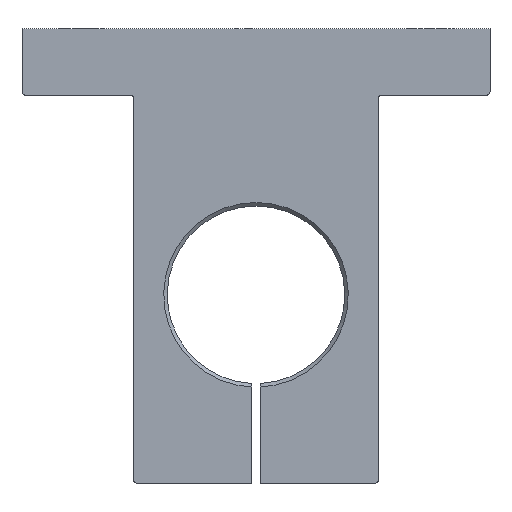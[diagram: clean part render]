
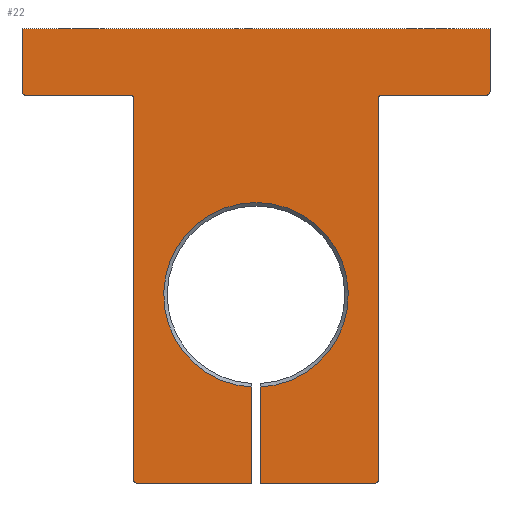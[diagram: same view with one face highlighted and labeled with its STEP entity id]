
A CAD part, front view. The second image highlights one B-rep face of the part: STEP entity #22.
In plain terms, the highlighted planar face has unit normal (0, -1, 0).
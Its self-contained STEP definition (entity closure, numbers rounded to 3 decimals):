
#20 = AXIS2_PLACEMENT_3D ( 'NONE', #804, #691, #370 ) ;
#22 = ADVANCED_FACE ( 'NONE', ( #647 ), #146, .T. ) ;
#47 = VERTEX_POINT ( 'NONE', #861 ) ;
#51 = VERTEX_POINT ( 'NONE', #560 ) ;
#53 = ORIENTED_EDGE ( 'NONE', *, *, #1103, .F. ) ;
#67 = DIRECTION ( 'NONE',  ( 0., 0., 1. ) ) ;
#84 = EDGE_CURVE ( 'NONE', #187, #634, #596, .T. ) ;
#86 = VECTOR ( 'NONE', #1181, 1000. ) ;
#94 = CARTESIAN_POINT ( 'NONE',  ( -18.009, 0., -10.033 ) ) ;
#106 = VERTEX_POINT ( 'NONE', #904 ) ;
#108 = CARTESIAN_POINT ( 'NONE',  ( 16.993, 0., -65.087 ) ) ;
#146 = PLANE ( 'NONE',  #524 ) ;
#151 = ORIENTED_EDGE ( 'NONE', *, *, #948, .F. ) ;
#165 = EDGE_CURVE ( 'NONE', #51, #211, #931, .T. ) ;
#170 = VECTOR ( 'NONE', #600, 1000. ) ;
#174 = EDGE_CURVE ( 'NONE', #568, #47, #636, .T. ) ;
#187 = VERTEX_POINT ( 'NONE', #1113 ) ;
#191 = CARTESIAN_POINT ( 'NONE',  ( 33.49, 0., -9.017 ) ) ;
#192 = ORIENTED_EDGE ( 'NONE', *, *, #671, .F. ) ;
#207 = EDGE_CURVE ( 'NONE', #568, #457, #822, .T. ) ;
#211 = VERTEX_POINT ( 'NONE', #710 ) ;
#220 = DIRECTION ( 'NONE',  ( 0., 1., 0. ) ) ;
#225 = VECTOR ( 'NONE', #648, 1000. ) ;
#242 = VERTEX_POINT ( 'NONE', #507 ) ;
#254 = CARTESIAN_POINT ( 'NONE',  ( 0.635, 0., -65.087 ) ) ;
#278 = CARTESIAN_POINT ( 'NONE',  ( -0.635, 0., -65.087 ) ) ;
#283 = AXIS2_PLACEMENT_3D ( 'NONE', #527, #621, #1029 ) ;
#292 = ORIENTED_EDGE ( 'NONE', *, *, #174, .T. ) ;
#295 = DIRECTION ( 'NONE',  ( 0., 0., 1. ) ) ;
#299 = VECTOR ( 'NONE', #898, 1000. ) ;
#300 = DIRECTION ( 'NONE',  ( 0., 0., 1. ) ) ;
#301 = VERTEX_POINT ( 'NONE', #614 ) ;
#305 = AXIS2_PLACEMENT_3D ( 'NONE', #1193, #1289, #300 ) ;
#306 = VECTOR ( 'NONE', #1225, 1000. ) ;
#307 = CARTESIAN_POINT ( 'NONE',  ( 0., 0., -38.1 ) ) ;
#351 = ORIENTED_EDGE ( 'NONE', *, *, #500, .F. ) ;
#360 = CARTESIAN_POINT ( 'NONE',  ( -0.635, 0., -51.293 ) ) ;
#369 = ORIENTED_EDGE ( 'NONE', *, *, #1141, .T. ) ;
#370 = DIRECTION ( 'NONE',  ( 0., 0., -1. ) ) ;
#376 = LINE ( 'NONE', #1159, #417 ) ;
#399 = EDGE_CURVE ( 'NONE', #301, #51, #1056, .T. ) ;
#400 = CARTESIAN_POINT ( 'NONE',  ( 18.009, 0., -9.525 ) ) ;
#402 = EDGE_CURVE ( 'NONE', #810, #106, #1128, .T. ) ;
#403 = LINE ( 'NONE', #509, #976 ) ;
#417 = VECTOR ( 'NONE', #67, 1000. ) ;
#423 = DIRECTION ( 'NONE',  ( 0., 0., -1. ) ) ;
#439 = EDGE_CURVE ( 'NONE', #242, #1182, #464, .T. ) ;
#451 = CARTESIAN_POINT ( 'NONE',  ( 17.501, 0., -64.579 ) ) ;
#457 = VERTEX_POINT ( 'NONE', #278 ) ;
#459 = LINE ( 'NONE', #451, #546 ) ;
#464 = CIRCLE ( 'NONE', #903, 0.508 ) ;
#487 = VECTOR ( 'NONE', #1270, 1000. ) ;
#500 = EDGE_CURVE ( 'NONE', #211, #784, #376, .T. ) ;
#507 = CARTESIAN_POINT ( 'NONE',  ( 33.49, 0., -9.017 ) ) ;
#509 = CARTESIAN_POINT ( 'NONE',  ( 18.009, 0., -9.525 ) ) ;
#518 = LINE ( 'NONE', #630, #1165 ) ;
#520 = ORIENTED_EDGE ( 'NONE', *, *, #207, .F. ) ;
#524 = AXIS2_PLACEMENT_3D ( 'NONE', #554, #547, #965 ) ;
#527 = CARTESIAN_POINT ( 'NONE',  ( 16.993, 0., -64.579 ) ) ;
#546 = VECTOR ( 'NONE', #1275, 1000. ) ;
#547 = DIRECTION ( 'NONE',  ( 0., -1., 0. ) ) ;
#554 = CARTESIAN_POINT ( 'NONE',  ( -32.982, 0., -9.017 ) ) ;
#560 = CARTESIAN_POINT ( 'NONE',  ( -32.982, 0., -9.525 ) ) ;
#566 = CARTESIAN_POINT ( 'NONE',  ( -17.501, 0., -64.58 ) ) ;
#568 = VERTEX_POINT ( 'NONE', #360 ) ;
#593 = CARTESIAN_POINT ( 'NONE',  ( -16.993, 0., -65.087 ) ) ;
#596 = CIRCLE ( 'NONE', #305, 0.508 ) ;
#600 = DIRECTION ( 'NONE',  ( -1., 0., 0. ) ) ;
#602 = DIRECTION ( 'NONE',  ( 0., 1., 0. ) ) ;
#614 = CARTESIAN_POINT ( 'NONE',  ( -18.009, 0., -9.525 ) ) ;
#618 = DIRECTION ( 'NONE',  ( 0., 0., -1. ) ) ;
#621 = DIRECTION ( 'NONE',  ( 0., 1., 0. ) ) ;
#630 = CARTESIAN_POINT ( 'NONE',  ( 0.635, 0., 0.001 ) ) ;
#634 = VERTEX_POINT ( 'NONE', #566 ) ;
#636 = CIRCLE ( 'NONE', #1143, 13.208 ) ;
#643 = ORIENTED_EDGE ( 'NONE', *, *, #780, .F. ) ;
#647 = FACE_OUTER_BOUND ( 'NONE', #1200, .T. ) ;
#648 = DIRECTION ( 'NONE',  ( -1., 0., 0. ) ) ;
#661 = CARTESIAN_POINT ( 'NONE',  ( 33.49, 0., 0. ) ) ;
#664 = ORIENTED_EDGE ( 'NONE', *, *, #771, .F. ) ;
#671 = EDGE_CURVE ( 'NONE', #106, #1261, #459, .T. ) ;
#691 = DIRECTION ( 'NONE',  ( 0., 1., 0. ) ) ;
#710 = CARTESIAN_POINT ( 'NONE',  ( -33.49, 0., -9.017 ) ) ;
#711 = ORIENTED_EDGE ( 'NONE', *, *, #439, .F. ) ;
#750 = CARTESIAN_POINT ( 'NONE',  ( 18.009, 0., -10.033 ) ) ;
#764 = ORIENTED_EDGE ( 'NONE', *, *, #165, .F. ) ;
#771 = EDGE_CURVE ( 'NONE', #1290, #301, #1054, .T. ) ;
#777 = EDGE_CURVE ( 'NONE', #936, #1240, #1100, .T. ) ;
#780 = EDGE_CURVE ( 'NONE', #457, #187, #906, .T. ) ;
#784 = VERTEX_POINT ( 'NONE', #1303 ) ;
#787 = CARTESIAN_POINT ( 'NONE',  ( -17.501, 0., -10.033 ) ) ;
#799 = DIRECTION ( 'NONE',  ( 0., -1., 0. ) ) ;
#804 = CARTESIAN_POINT ( 'NONE',  ( -32.982, 0., -9.017 ) ) ;
#810 = VERTEX_POINT ( 'NONE', #400 ) ;
#822 = LINE ( 'NONE', #1222, #306 ) ;
#827 = EDGE_CURVE ( 'NONE', #634, #1290, #963, .T. ) ;
#836 = ORIENTED_EDGE ( 'NONE', *, *, #84, .F. ) ;
#861 = CARTESIAN_POINT ( 'NONE',  ( 0.635, 0., -51.293 ) ) ;
#866 = EDGE_CURVE ( 'NONE', #784, #941, #1084, .T. ) ;
#898 = DIRECTION ( 'NONE',  ( 0., 0., -1. ) ) ;
#901 = CARTESIAN_POINT ( 'NONE',  ( -16.993, 0., -65.087 ) ) ;
#903 = AXIS2_PLACEMENT_3D ( 'NONE', #940, #220, #618 ) ;
#904 = CARTESIAN_POINT ( 'NONE',  ( 17.501, 0., -10.033 ) ) ;
#906 = LINE ( 'NONE', #901, #170 ) ;
#919 = ORIENTED_EDGE ( 'NONE', *, *, #1015, .F. ) ;
#931 = CIRCLE ( 'NONE', #20, 0.508 ) ;
#936 = VERTEX_POINT ( 'NONE', #108 ) ;
#940 = CARTESIAN_POINT ( 'NONE',  ( 32.982, 0., -9.017 ) ) ;
#941 = VERTEX_POINT ( 'NONE', #1001 ) ;
#948 = EDGE_CURVE ( 'NONE', #1182, #810, #403, .T. ) ;
#963 = LINE ( 'NONE', #787, #487 ) ;
#965 = DIRECTION ( 'NONE',  ( 0., 0., -1. ) ) ;
#976 = VECTOR ( 'NONE', #1116, 1000. ) ;
#1001 = CARTESIAN_POINT ( 'NONE',  ( 33.49, 0., 0. ) ) ;
#1015 = EDGE_CURVE ( 'NONE', #941, #242, #1304, .T. ) ;
#1029 = DIRECTION ( 'NONE',  ( 0., 0., -1. ) ) ;
#1038 = CARTESIAN_POINT ( 'NONE',  ( 17.501, 0., -64.579 ) ) ;
#1043 = CARTESIAN_POINT ( 'NONE',  ( -17.501, 0., -10.033 ) ) ;
#1046 = ORIENTED_EDGE ( 'NONE', *, *, #777, .F. ) ;
#1054 = CIRCLE ( 'NONE', #1184, 0.508 ) ;
#1056 = LINE ( 'NONE', #1260, #225 ) ;
#1062 = CARTESIAN_POINT ( 'NONE',  ( 32.982, 0., -9.525 ) ) ;
#1084 = LINE ( 'NONE', #661, #86 ) ;
#1100 = LINE ( 'NONE', #593, #1243 ) ;
#1103 = EDGE_CURVE ( 'NONE', #1261, #936, #1136, .T. ) ;
#1105 = ORIENTED_EDGE ( 'NONE', *, *, #402, .F. ) ;
#1113 = CARTESIAN_POINT ( 'NONE',  ( -16.993, 0., -65.088 ) ) ;
#1116 = DIRECTION ( 'NONE',  ( -1., 0., 0. ) ) ;
#1123 = DIRECTION ( 'NONE',  ( 0., 0., -1. ) ) ;
#1128 = CIRCLE ( 'NONE', #1205, 0.508 ) ;
#1136 = CIRCLE ( 'NONE', #283, 0.508 ) ;
#1141 = EDGE_CURVE ( 'NONE', #47, #1240, #518, .T. ) ;
#1143 = AXIS2_PLACEMENT_3D ( 'NONE', #307, #602, #1123 ) ;
#1146 = DIRECTION ( 'NONE',  ( 0., 0., 1. ) ) ;
#1147 = ORIENTED_EDGE ( 'NONE', *, *, #827, .F. ) ;
#1152 = DIRECTION ( 'NONE',  ( 0., -1., 0. ) ) ;
#1159 = CARTESIAN_POINT ( 'NONE',  ( -33.49, 0., 0. ) ) ;
#1165 = VECTOR ( 'NONE', #423, 1000. ) ;
#1181 = DIRECTION ( 'NONE',  ( 1., 0., 0. ) ) ;
#1182 = VERTEX_POINT ( 'NONE', #1062 ) ;
#1184 = AXIS2_PLACEMENT_3D ( 'NONE', #94, #799, #295 ) ;
#1193 = CARTESIAN_POINT ( 'NONE',  ( -16.993, 0., -64.58 ) ) ;
#1200 = EDGE_LOOP ( 'NONE', ( #520, #292, #369, #1046, #53, #192, #1105, #151, #711, #919, #1294, #351, #764, #1281, #664, #1147, #836, #643 ) ) ;
#1205 = AXIS2_PLACEMENT_3D ( 'NONE', #750, #1152, #1146 ) ;
#1216 = DIRECTION ( 'NONE',  ( -1., 0., 0. ) ) ;
#1222 = CARTESIAN_POINT ( 'NONE',  ( -0.635, 0., 0.001 ) ) ;
#1225 = DIRECTION ( 'NONE',  ( 0., 0., -1. ) ) ;
#1240 = VERTEX_POINT ( 'NONE', #254 ) ;
#1243 = VECTOR ( 'NONE', #1216, 1000. ) ;
#1260 = CARTESIAN_POINT ( 'NONE',  ( -18.009, 0., -9.525 ) ) ;
#1261 = VERTEX_POINT ( 'NONE', #1038 ) ;
#1270 = DIRECTION ( 'NONE',  ( 0., 0., 1. ) ) ;
#1275 = DIRECTION ( 'NONE',  ( 0., 0., -1. ) ) ;
#1281 = ORIENTED_EDGE ( 'NONE', *, *, #399, .F. ) ;
#1289 = DIRECTION ( 'NONE',  ( 0., 1., 0. ) ) ;
#1290 = VERTEX_POINT ( 'NONE', #1043 ) ;
#1294 = ORIENTED_EDGE ( 'NONE', *, *, #866, .F. ) ;
#1303 = CARTESIAN_POINT ( 'NONE',  ( -33.49, 0., 0. ) ) ;
#1304 = LINE ( 'NONE', #191, #299 ) ;
